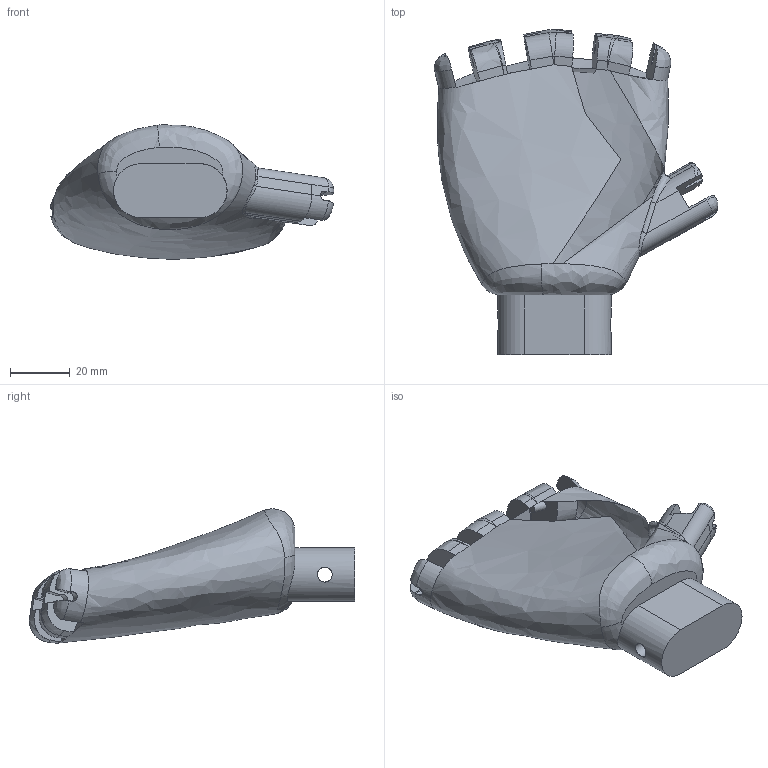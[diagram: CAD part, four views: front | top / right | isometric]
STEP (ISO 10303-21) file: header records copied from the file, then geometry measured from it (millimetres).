
FILE_DESCRIPTION(/* description */ (''),/* implementation_level */ '2;1');
FILE_NAME(/* name */ 'Paume.step',/* time_stamp */ '2023-04-15T09:37:30-04:00',/* author */ (''),/* organization */ (''),/* preprocessor_version */ 'ST-DEVELOPER v19.2',/* originating_system */ 'Autodesk Translation Framework v12.4.0.73',/* authorisation */ '');
FILE_SCHEMA (('AUTOMOTIVE_DESIGN { 1 0 10303 214 3 1 1 }'));
Length unit declared in the file: millimetre
Products named in the file (1): Palm 
Bounding box: 94.95 x 108.96 x 45.05 mm (x, y, z)
Volume: 142670.1 mm3; surface area: 22540.1 mm2
Topology: 1 solids, 3 shells, 202 faces, 546 edges, 350 vertices
Faces by surface type: plane 86, bspline 63, cylinder 51, torus 2
Full cylindrical faces by diameter (mm): 5 x1
Entity records: 11048 total; most frequent: CARTESIAN_POINT 6536, ORIENTED_EDGE 1094, DIRECTION 680, EDGE_CURVE 547, VERTEX_POINT 351, LINE 232, VECTOR 232, AXIS2_PLACEMENT_3D 224
